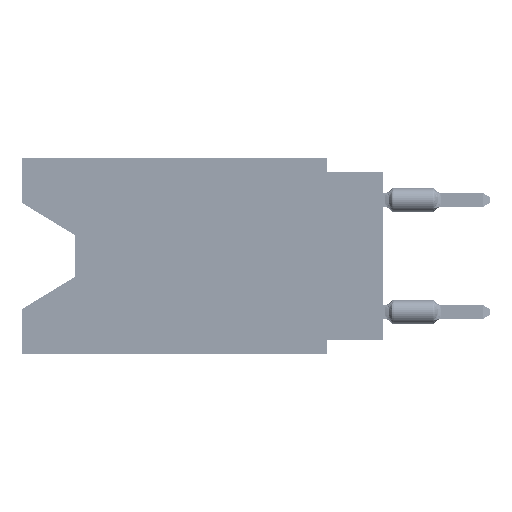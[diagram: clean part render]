
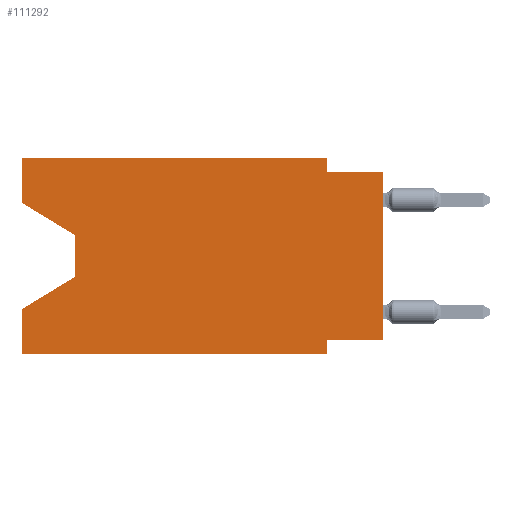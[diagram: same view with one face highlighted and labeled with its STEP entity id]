
A CAD part, left-side view. The second image highlights one B-rep face of the part: STEP entity #111292.
In plain terms, the highlighted planar face has unit normal (-1, 0, 0).
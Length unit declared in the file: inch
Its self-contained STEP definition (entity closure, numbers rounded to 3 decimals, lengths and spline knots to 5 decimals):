
#566 = EDGE_CURVE ( 'NONE', #106537, #2202, #35514, .T. ) ;
#2015 = CARTESIAN_POINT ( 'NONE',  ( 0., 0.645, 0. ) ) ;
#2202 = VERTEX_POINT ( 'NONE', #69145 ) ;
#3783 = CARTESIAN_POINT ( 'NONE',  ( 0., 0.1, -0.325 ) ) ;
#4041 = LINE ( 'NONE', #30518, #10527 ) ;
#6196 = LINE ( 'NONE', #108653, #91290 ) ;
#6663 = DIRECTION ( 'NONE',  ( 0., 0., -1. ) ) ;
#7674 = DIRECTION ( 'NONE',  ( 1., 0., 0. ) ) ;
#10527 = VECTOR ( 'NONE', #97466, 39.37008 ) ;
#11148 = EDGE_CURVE ( 'NONE', #52157, #106084, #91510, .T. ) ;
#12460 = ORIENTED_EDGE ( 'NONE', *, *, #78357, .T. ) ;
#13094 = EDGE_CURVE ( 'NONE', #42717, #82934, #19297, .T. ) ;
#13588 = CARTESIAN_POINT ( 'NONE',  ( 0., 0.1, 0. ) ) ;
#13591 = LINE ( 'NONE', #47966, #44327 ) ;
#14088 = DIRECTION ( 'NONE',  ( 0., 0., -1. ) ) ;
#14414 = DIRECTION ( 'NONE',  ( 0., 0., -1. ) ) ;
#14536 = VECTOR ( 'NONE', #19158, 39.37008 ) ;
#15585 = ORIENTED_EDGE ( 'NONE', *, *, #103638, .T. ) ;
#17318 = CARTESIAN_POINT ( 'NONE',  ( 0., 0.645, -0.08025 ) ) ;
#17798 = LINE ( 'NONE', #92658, #106780 ) ;
#18339 = LINE ( 'NONE', #2015, #35417 ) ;
#19158 = DIRECTION ( 'NONE',  ( 0., 0., 1. ) ) ;
#19297 = LINE ( 'NONE', #88492, #54737 ) ;
#21311 = CARTESIAN_POINT ( 'NONE',  ( 0., 0.1, -0.025 ) ) ;
#21371 = ORIENTED_EDGE ( 'NONE', *, *, #46381, .F. ) ;
#23154 = ORIENTED_EDGE ( 'NONE', *, *, #107965, .T. ) ;
#25143 = CARTESIAN_POINT ( 'NONE',  ( 0., 0.645, 0. ) ) ;
#25236 = CARTESIAN_POINT ( 'NONE',  ( 0., 0.1, -0.35 ) ) ;
#25590 = VECTOR ( 'NONE', #51682, 39.37008 ) ;
#26376 = ORIENTED_EDGE ( 'NONE', *, *, #33408, .T. ) ;
#30518 = CARTESIAN_POINT ( 'NONE',  ( 0., 0.645, -0.35 ) ) ;
#31054 = ORIENTED_EDGE ( 'NONE', *, *, #108610, .F. ) ;
#31645 = DIRECTION ( 'NONE',  ( 0., 0., 1. ) ) ;
#32802 = VECTOR ( 'NONE', #14414, 39.37008 ) ;
#33408 = EDGE_CURVE ( 'NONE', #72036, #52157, #103419, .T. ) ;
#35417 = VECTOR ( 'NONE', #106119, 39.37008 ) ;
#35514 = LINE ( 'NONE', #68694, #14536 ) ;
#37790 = CARTESIAN_POINT ( 'NONE',  ( 0., 0., -0.325 ) ) ;
#37970 = ORIENTED_EDGE ( 'NONE', *, *, #94633, .F. ) ;
#40638 = VERTEX_POINT ( 'NONE', #21311 ) ;
#41466 = DIRECTION ( 'NONE',  ( 0., 0., -1. ) ) ;
#42717 = VERTEX_POINT ( 'NONE', #37790 ) ;
#43164 = VECTOR ( 'NONE', #31645, 39.37008 ) ;
#44247 = ORIENTED_EDGE ( 'NONE', *, *, #11148, .T. ) ;
#44327 = VECTOR ( 'NONE', #92343, 39.37008 ) ;
#46381 = EDGE_CURVE ( 'NONE', #40638, #52122, #58372, .T. ) ;
#46866 = EDGE_LOOP ( 'NONE', ( #26376, #44247, #12460, #89037, #23154, #31054, #61936, #15585, #21371, #72675, #96355, #37970 ) ) ;
#47966 = CARTESIAN_POINT ( 'NONE',  ( 0., 0., 0. ) ) ;
#49177 = CARTESIAN_POINT ( 'NONE',  ( 0., 0.645, -0.35 ) ) ;
#51055 = FACE_OUTER_BOUND ( 'NONE', #46866, .T. ) ;
#51682 = DIRECTION ( 'NONE',  ( 0., -0.855, -0.519 ) ) ;
#52122 = VERTEX_POINT ( 'NONE', #60475 ) ;
#52157 = VERTEX_POINT ( 'NONE', #71135 ) ;
#52771 = EDGE_CURVE ( 'NONE', #90846, #40638, #6196, .T. ) ;
#53794 = VECTOR ( 'NONE', #6663, 39.37008 ) ;
#54737 = VECTOR ( 'NONE', #62078, 39.37008 ) ;
#58372 = LINE ( 'NONE', #110687, #96482 ) ;
#60475 = CARTESIAN_POINT ( 'NONE',  ( 0., 0., -0.025 ) ) ;
#61234 = EDGE_CURVE ( 'NONE', #106414, #90846, #18339, .T. ) ;
#61936 = ORIENTED_EDGE ( 'NONE', *, *, #13094, .F. ) ;
#62078 = DIRECTION ( 'NONE',  ( 0., 1., 0. ) ) ;
#63188 = CARTESIAN_POINT ( 'NONE',  ( 0., 0.1, -0.35 ) ) ;
#68694 = CARTESIAN_POINT ( 'NONE',  ( 0., 0.645, 0. ) ) ;
#69145 = CARTESIAN_POINT ( 'NONE',  ( 0., 0.645, -0.26975 ) ) ;
#71135 = CARTESIAN_POINT ( 'NONE',  ( 0., 0.55, -0.138 ) ) ;
#72036 = VERTEX_POINT ( 'NONE', #84772 ) ;
#72675 = ORIENTED_EDGE ( 'NONE', *, *, #52771, .F. ) ;
#75575 = CARTESIAN_POINT ( 'NONE',  ( 0., 0.645, 0. ) ) ;
#78357 = EDGE_CURVE ( 'NONE', #106084, #2202, #17798, .T. ) ;
#79542 = PLANE ( 'NONE',  #85723 ) ;
#81410 = CARTESIAN_POINT ( 'NONE',  ( 0., 0.55, -0.138 ) ) ;
#82934 = VERTEX_POINT ( 'NONE', #3783 ) ;
#83766 = LINE ( 'NONE', #25236, #53794 ) ;
#83926 = LINE ( 'NONE', #108172, #43164 ) ;
#84772 = CARTESIAN_POINT ( 'NONE',  ( 0., 0.645, -0.08025 ) ) ;
#85723 = AXIS2_PLACEMENT_3D ( 'NONE', #25143, #7674, #41466 ) ;
#88492 = CARTESIAN_POINT ( 'NONE',  ( 0., 0., -0.325 ) ) ;
#89037 = ORIENTED_EDGE ( 'NONE', *, *, #566, .F. ) ;
#90846 = VERTEX_POINT ( 'NONE', #13588 ) ;
#91290 = VECTOR ( 'NONE', #14088, 39.37008 ) ;
#91510 = LINE ( 'NONE', #81410, #32802 ) ;
#92343 = DIRECTION ( 'NONE',  ( 0., 0., 1. ) ) ;
#92581 = CARTESIAN_POINT ( 'NONE',  ( 0., 0.55, -0.212 ) ) ;
#92658 = CARTESIAN_POINT ( 'NONE',  ( 0., 0.55, -0.212 ) ) ;
#92661 = DIRECTION ( 'NONE',  ( 0., -1., 0. ) ) ;
#94569 = VERTEX_POINT ( 'NONE', #63188 ) ;
#94633 = EDGE_CURVE ( 'NONE', #72036, #106414, #83926, .T. ) ;
#96355 = ORIENTED_EDGE ( 'NONE', *, *, #61234, .F. ) ;
#96482 = VECTOR ( 'NONE', #92661, 39.37008 ) ;
#97466 = DIRECTION ( 'NONE',  ( 0., -1., 0. ) ) ;
#103419 = LINE ( 'NONE', #17318, #25590 ) ;
#103638 = EDGE_CURVE ( 'NONE', #42717, #52122, #13591, .T. ) ;
#106084 = VERTEX_POINT ( 'NONE', #92581 ) ;
#106119 = DIRECTION ( 'NONE',  ( 0., -1., 0. ) ) ;
#106414 = VERTEX_POINT ( 'NONE', #75575 ) ;
#106537 = VERTEX_POINT ( 'NONE', #49177 ) ;
#106780 = VECTOR ( 'NONE', #110126, 39.37008 ) ;
#107965 = EDGE_CURVE ( 'NONE', #106537, #94569, #4041, .T. ) ;
#108172 = CARTESIAN_POINT ( 'NONE',  ( 0., 0.645, 0. ) ) ;
#108610 = EDGE_CURVE ( 'NONE', #82934, #94569, #83766, .T. ) ;
#108653 = CARTESIAN_POINT ( 'NONE',  ( 0., 0.1, 0. ) ) ;
#110126 = DIRECTION ( 'NONE',  ( 0., 0.855, -0.519 ) ) ;
#110687 = CARTESIAN_POINT ( 'NONE',  ( 0., 0., -0.025 ) ) ;
#111292 = ADVANCED_FACE ( 'NONE', ( #51055 ), #79542, .F. ) ;
